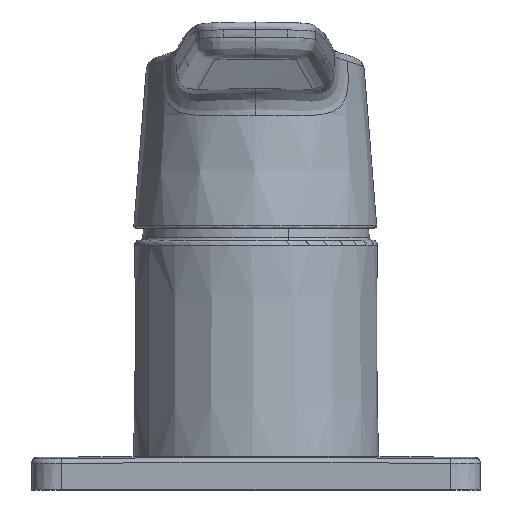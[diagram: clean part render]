
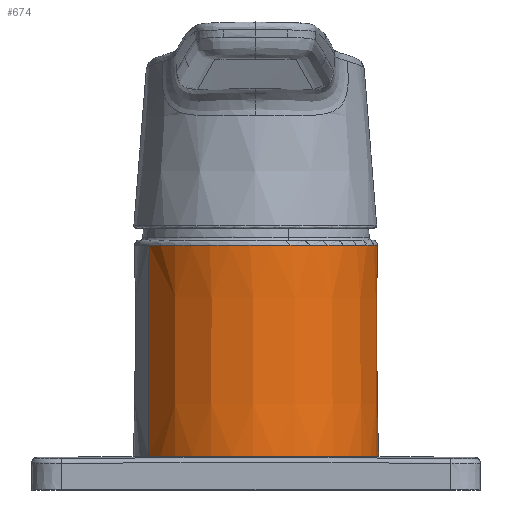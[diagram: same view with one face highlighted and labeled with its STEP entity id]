
A CAD part, front view. The second image highlights one B-rep face of the part: STEP entity #674.
In plain terms, the highlighted conical face has half-angle 0.229 degrees and reference radius 24.4 mm.
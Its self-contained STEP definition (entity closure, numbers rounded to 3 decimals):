
#168 = VERTEX_POINT ( 'NONE', #385 ) ;
#309 = EDGE_LOOP ( 'NONE', ( #806, #5118, #10681, #3099, #3171 ) ) ;
#385 = CARTESIAN_POINT ( 'NONE',  ( 76.731, 97.406, 101.575 ) ) ;
#439 = VERTEX_POINT ( 'NONE', #5716 ) ;
#667 = CARTESIAN_POINT ( 'NONE',  ( 74.52, 102.999, 101.575 ) ) ;
#674 = ADVANCED_FACE ( 'NONE', ( #9838 ), #11618, .T. ) ;
#806 = ORIENTED_EDGE ( 'NONE', *, *, #8684, .F. ) ;
#960 = DIRECTION ( 'NONE',  ( 1., 0., 0. ) ) ;
#1152 = CARTESIAN_POINT ( 'NONE',  ( 53.104, 91.299, 101.575 ) ) ;
#1422 = DIRECTION ( 'NONE',  ( -0.878, -0.479, 0. ) ) ;
#1537 = AXIS2_PLACEMENT_3D ( 'NONE', #8153, #7951, #960 ) ;
#1754 = VECTOR ( 'NONE', #3039, 1000. ) ;
#1802 = EDGE_CURVE ( 'NONE', #10164, #168, #2493, .T. ) ;
#2275 = EDGE_CURVE ( 'NONE', #168, #9460, #3558, .T. ) ;
#2388 = CARTESIAN_POINT ( 'NONE',  ( 74.669, 103.08, 59.272 ) ) ;
#2493 = CIRCLE ( 'NONE', #3219, 24.404 ) ;
#2639 = CIRCLE ( 'NONE', #10583, 24.573 ) ;
#2910 = EDGE_CURVE ( 'NONE', #10164, #439, #8597, .T. ) ;
#3039 = DIRECTION ( 'NONE',  ( -0.004, -0.002, -1. ) ) ;
#3083 = CARTESIAN_POINT ( 'NONE',  ( 31.691, 79.601, 102.571 ) ) ;
#3099 = ORIENTED_EDGE ( 'NONE', *, *, #2910, .T. ) ;
#3171 = ORIENTED_EDGE ( 'NONE', *, *, #9219, .T. ) ;
#3219 = AXIS2_PLACEMENT_3D ( 'NONE', #1152, #7785, #4042 ) ;
#3558 = CIRCLE ( 'NONE', #1537, 24.404 ) ;
#4042 = DIRECTION ( 'NONE',  ( 1., 0., 0. ) ) ;
#4528 = VERTEX_POINT ( 'NONE', #2388 ) ;
#5118 = ORIENTED_EDGE ( 'NONE', *, *, #2275, .F. ) ;
#5251 = DIRECTION ( 'NONE',  ( 0., 0., 1. ) ) ;
#5437 = CARTESIAN_POINT ( 'NONE',  ( 31.687, 79.599, 101.575 ) ) ;
#5716 = CARTESIAN_POINT ( 'NONE',  ( 31.539, 79.518, 59.272 ) ) ;
#5951 = DIRECTION ( 'NONE',  ( 0.004, 0.002, -1. ) ) ;
#7004 = LINE ( 'NONE', #7844, #11073 ) ;
#7785 = DIRECTION ( 'NONE',  ( 0., 0., 1. ) ) ;
#7844 = CARTESIAN_POINT ( 'NONE',  ( 74.517, 102.997, 102.571 ) ) ;
#7951 = DIRECTION ( 'NONE',  ( 0., 0., 1. ) ) ;
#8153 = CARTESIAN_POINT ( 'NONE',  ( 53.104, 91.299, 101.575 ) ) ;
#8597 = LINE ( 'NONE', #3083, #1754 ) ;
#8684 = EDGE_CURVE ( 'NONE', #9460, #4528, #7004, .T. ) ;
#9219 = EDGE_CURVE ( 'NONE', #439, #4528, #2639, .T. ) ;
#9460 = VERTEX_POINT ( 'NONE', #667 ) ;
#9838 = FACE_OUTER_BOUND ( 'NONE', #309, .T. ) ;
#10164 = VERTEX_POINT ( 'NONE', #5437 ) ;
#10375 = CARTESIAN_POINT ( 'NONE',  ( 53.104, 91.299, 102.571 ) ) ;
#10532 = AXIS2_PLACEMENT_3D ( 'NONE', #10375, #12320, #1422 ) ;
#10583 = AXIS2_PLACEMENT_3D ( 'NONE', #10984, #5251, #11945 ) ;
#10681 = ORIENTED_EDGE ( 'NONE', *, *, #1802, .F. ) ;
#10984 = CARTESIAN_POINT ( 'NONE',  ( 53.104, 91.299, 59.272 ) ) ;
#11073 = VECTOR ( 'NONE', #5951, 1000. ) ;
#11618 = CONICAL_SURFACE ( 'NONE', #10532, 24.4, 0.004 ) ;
#11945 = DIRECTION ( 'NONE',  ( 0., 1., 0. ) ) ;
#12320 = DIRECTION ( 'NONE',  ( 0., 0., -1. ) ) ;
